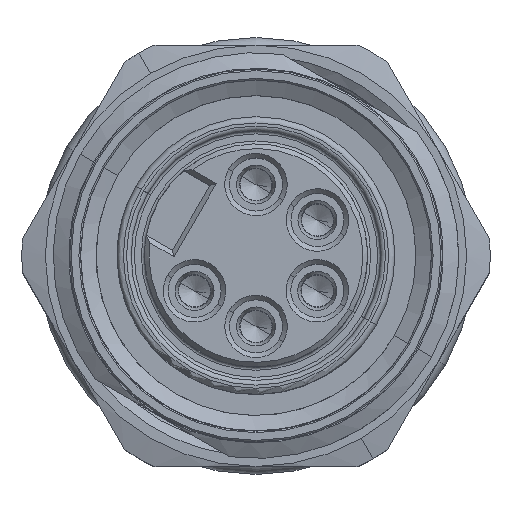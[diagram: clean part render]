
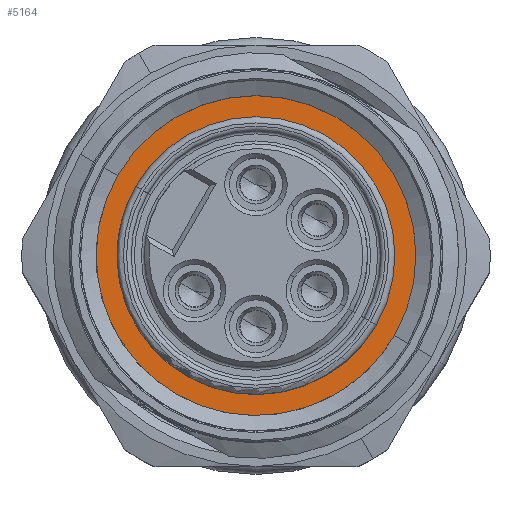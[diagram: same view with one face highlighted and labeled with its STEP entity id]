
A CAD part, top view. The second image highlights one B-rep face of the part: STEP entity #5164.
In plain terms, the highlighted planar face has unit normal (0, 0, 1).
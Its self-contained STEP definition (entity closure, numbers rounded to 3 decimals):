
#3671=AXIS2_PLACEMENT_3D('Plane Axis2P3D',#3668,#3669,#3670) ;
#5101=AXIS2_PLACEMENT_3D('Circle Axis2P3D',#5099,#5100,$) ;
#3668=CARTESIAN_POINT('Axis2P3D Location',(15.,14.,103.2)) ;
#5099=CARTESIAN_POINT('Axis2P3D Location',(15.,14.,103.2)) ;
#5103=CARTESIAN_POINT('Vertex',(5.69,19.375,103.2)) ;
#5105=CARTESIAN_POINT('Vertex',(24.31,8.625,103.2)) ;
#5135=CARTESIAN_POINT('Control Point',(24.31,8.625,103.2)) ;
#5136=CARTESIAN_POINT('Control Point',(24.872,9.599,103.2)) ;
#5137=CARTESIAN_POINT('Control Point',(25.307,10.646,103.2)) ;
#5138=CARTESIAN_POINT('Control Point',(25.602,11.745,103.2)) ;
#5139=CARTESIAN_POINT('Control Point',(25.897,13.993,103.2)) ;
#5140=CARTESIAN_POINT('Control Point',(25.604,16.242,103.2)) ;
#5141=CARTESIAN_POINT('Control Point',(25.311,17.341,103.2)) ;
#5142=CARTESIAN_POINT('Control Point',(24.444,19.436,103.2)) ;
#5143=CARTESIAN_POINT('Control Point',(23.067,21.239,103.2)) ;
#5144=CARTESIAN_POINT('Control Point',(22.264,22.044,103.2)) ;
#5145=CARTESIAN_POINT('Control Point',(20.467,23.427,103.2)) ;
#5146=CARTESIAN_POINT('Control Point',(18.374,24.3,103.2)) ;
#5147=CARTESIAN_POINT('Control Point',(17.276,24.597,103.2)) ;
#5148=CARTESIAN_POINT('Control Point',(15.028,24.897,103.2)) ;
#5149=CARTESIAN_POINT('Control Point',(12.778,24.609,103.2)) ;
#5150=CARTESIAN_POINT('Control Point',(11.679,24.317,103.2)) ;
#5151=CARTESIAN_POINT('Control Point',(9.582,23.454,103.2)) ;
#5152=CARTESIAN_POINT('Control Point',(7.777,22.081,103.2)) ;
#5153=CARTESIAN_POINT('Control Point',(6.97,21.28,103.2)) ;
#5154=CARTESIAN_POINT('Control Point',(6.272,20.376,103.2)) ;
#5155=CARTESIAN_POINT('Control Point',(5.703,19.396,103.2)) ;
#5156=CARTESIAN_POINT('Control Point',(5.698,19.389,103.2)) ;
#5157=CARTESIAN_POINT('Control Point',(5.694,19.382,103.2)) ;
#5158=CARTESIAN_POINT('Control Point',(5.69,19.375,103.2)) ;
#3669=DIRECTION('Axis2P3D Direction',(0.,0.,-1.)) ;
#3670=DIRECTION('Axis2P3D XDirection',(-0.866,0.5,0.)) ;
#5100=DIRECTION('Axis2P3D Direction',(0.,0.,-1.)) ;
#5161=ORIENTED_EDGE('',*,*,#5107,.T.) ;
#5162=ORIENTED_EDGE('',*,*,#5159,.T.) ;
#5164=ADVANCED_FACE('Hauptkoerper',(#5163),#3672,.F.) ;
#5134=B_SPLINE_CURVE_WITH_KNOTS('',5,(#5135,#5136,#5137,#5138,#5139,#5140,#5141,#5142,#5143,#5144,#5145,#5146,#5147,#5148,#5149,#5150,#5151,#5152,#5153,#5154,#5155,#5156,#5157,#5158),.UNSPECIFIED.,.F.,.U.,(6,3,3,3,3,3,3,6),(0.,7.95,15.901,23.851,31.801,39.752,47.702,47.76),.UNSPECIFIED.) ;
#5102=CIRCLE('generated circle',#5101,10.75) ;
#5107=EDGE_CURVE('',#5104,#5106,#5102,.F.) ;
#5159=EDGE_CURVE('',#5106,#5104,#5134,.T.) ;
#5160=EDGE_LOOP('',(#5161,#5162)) ;
#5163=FACE_OUTER_BOUND('',#5160,.T.) ;
#3672=PLANE('',#3671) ;
#5104=VERTEX_POINT('',#5103) ;
#5106=VERTEX_POINT('',#5105) ;
